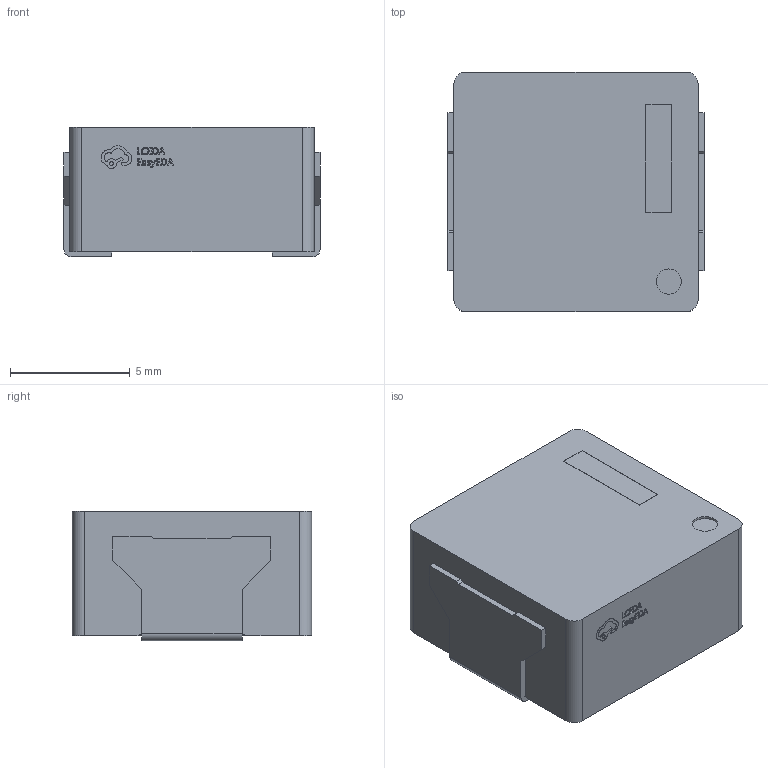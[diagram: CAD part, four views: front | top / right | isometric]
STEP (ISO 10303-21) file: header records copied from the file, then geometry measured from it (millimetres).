
FILE_DESCRIPTION (( 'STEP AP214' ), '1' );
FILE_NAME ('IND-SMD_L10.7-W10.0_ETQP5MXXXX.step', '2022-07-08T23:28:09', ( '' ), ( '' ), 'SwSTEP 2.0', 'SolidWorks 2020', '' );
FILE_SCHEMA (( 'AUTOMOTIVE_DESIGN' ));
Length unit declared in the file: millimetre
Products named in the file (1): IND-SMD_L10.7-W10.0_ETQP5MXXXX
Bounding box: 10.7 x 10.01 x 5.4 mm (x, y, z)
Volume: 542.4 mm3; surface area: 537.2 mm2
Topology: 3 solids, 3 shells, 343 faces, 927 edges, 618 vertices
Faces by surface type: plane 223, bspline 112, cylinder 8
Entity records: 15694 total; most frequent: CARTESIAN_POINT 3993, ORIENTED_EDGE 1854, DIRECTION 1179, EDGE_CURVE 927, LINE 683, VECTOR 683, VERTEX_POINT 618, EDGE_LOOP 371
